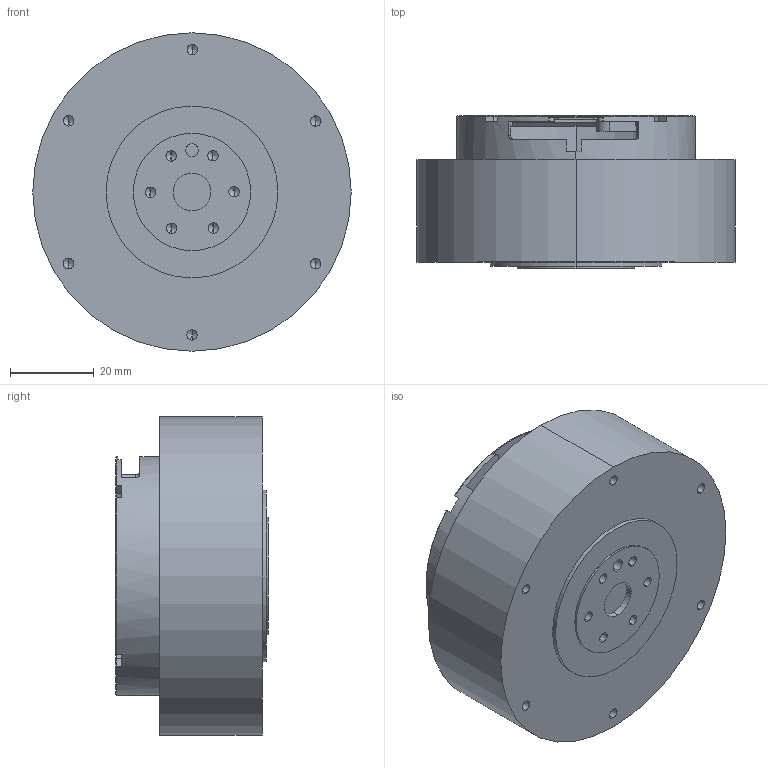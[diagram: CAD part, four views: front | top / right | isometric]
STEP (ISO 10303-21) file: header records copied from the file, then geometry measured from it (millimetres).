
FILE_DESCRIPTION (( 'STEP AP214' ), '1' );
FILE_NAME ('DM 6210 3d 20230507.STEP', '2023-05-07T03:06:25', ( '' ), ( '' ), 'SwSTEP 2.0', 'SolidWorks 2021', '' );
FILE_SCHEMA (( 'AUTOMOTIVE_DESIGN' ));
Length unit declared in the file: millimetre
Products named in the file (3): 6210 减速电机驱动板盖; DM 6210 3D; DM 6210 3d 20230507
Assembly tree (2 placements, depth 2):
  DM 6210 3d 20230507
    DM 6210 3D
    6210 减速电机驱动板盖
Bounding box: 76 x 36.5 x 76 mm (x, y, z)
Volume: 118065.2 mm3; surface area: 24272.7 mm2
Topology: 2 solids, 2 shells, 178 faces, 455 edges, 267 vertices
Faces by surface type: cylinder 79, plane 50, cone 49
Entity records: 5693 total; most frequent: DIRECTION 961, CARTESIAN_POINT 927, ORIENTED_EDGE 838, EDGE_CURVE 419, AXIS2_PLACEMENT_3D 373, VERTEX_POINT 267, LINE 215, VECTOR 215
